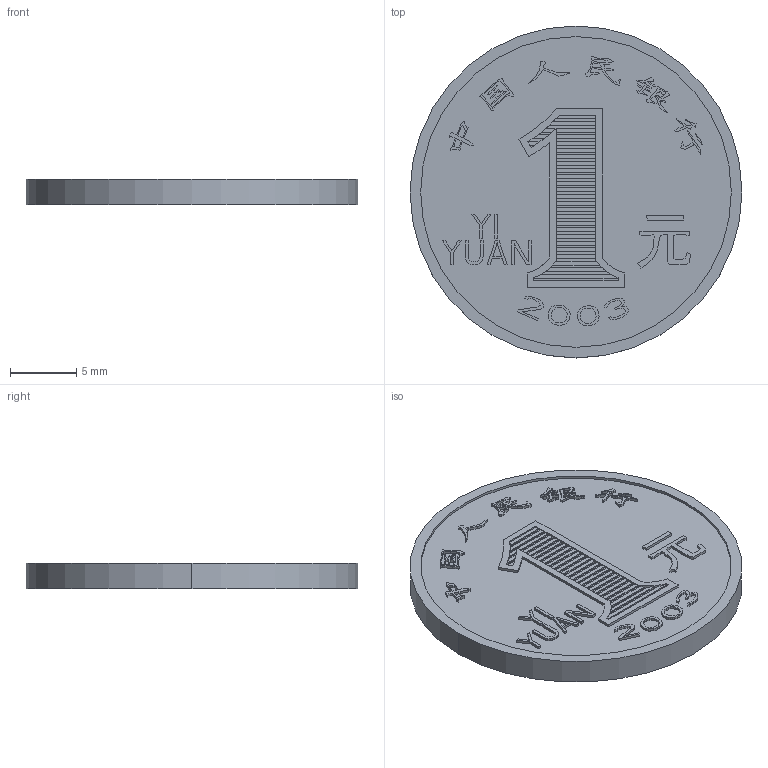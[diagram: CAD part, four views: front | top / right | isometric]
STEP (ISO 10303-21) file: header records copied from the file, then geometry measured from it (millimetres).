
FILE_DESCRIPTION (( 'STEP AP214' ), '1' );
FILE_NAME ('1yuan.STEP', '2023-03-09T11:47:34', ( '' ), ( '' ), 'SwSTEP 2.0', 'SolidWorks 2023', '' );
FILE_SCHEMA (( 'AUTOMOTIVE_DESIGN' ));
Length unit declared in the file: millimetre
Products named in the file (1): 1yuan
Bounding box: 25 x 25 x 1.9 mm (x, y, z)
Volume: 857.2 mm3; surface area: 1218.1 mm2
Topology: 1 solids, 1 shells, 845 faces, 2424 edges, 1616 vertices
Faces by surface type: plane 830, cylinder 12, bspline 3
Entity records: 27148 total; most frequent: CARTESIAN_POINT 4976, ORIENTED_EDGE 4848, DIRECTION 4133, EDGE_CURVE 2424, VECTOR 2367, LINE 2367, VERTEX_POINT 1616, AXIS2_PLACEMENT_3D 883
